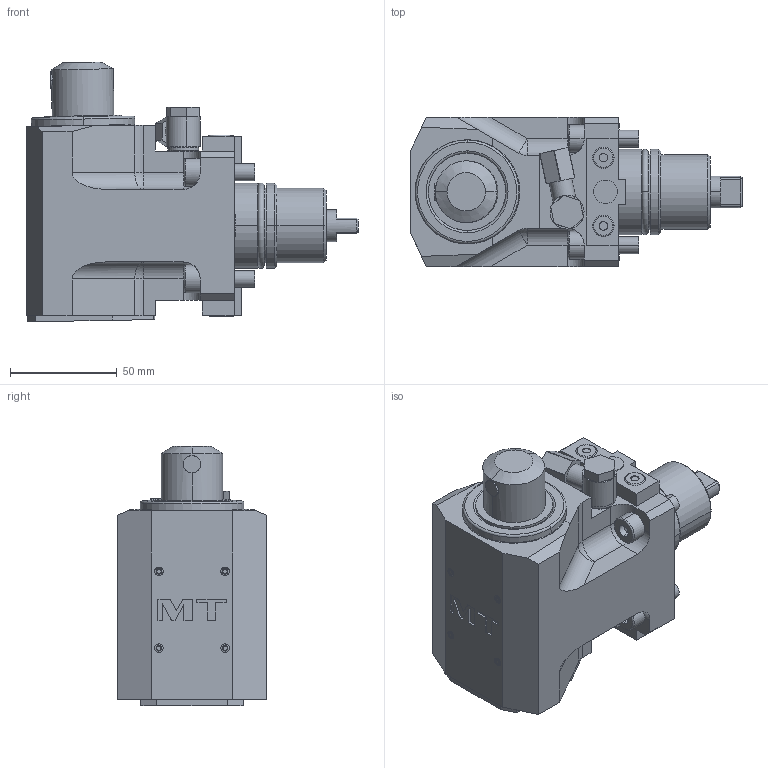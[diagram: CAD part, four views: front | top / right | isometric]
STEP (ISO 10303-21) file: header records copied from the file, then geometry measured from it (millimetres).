
FILE_DESCRIPTION((''),'2;1');
FILE_NAME('BGL1289108_CONF','2023-10-11T14:13:36',('gvalli'),('M.T. srl'),'CREO PARAMETRIC BY PTC INC, 2021072','CREO PARAMETRIC BY PTC INC, 2021072','');
FILE_SCHEMA(('CONFIG_CONTROL_DESIGN'));
Length unit declared in the file: millimetre
Products named in the file (1): BGL1289108_CONF
Bounding box: 155.65 x 70 x 121.72 mm (x, y, z)
Volume: 579828.1 mm3; surface area: 58888.6 mm2
Topology: 1 solids, 1 shells, 348 faces, 833 edges, 524 vertices
Faces by surface type: plane 171, cylinder 110, torus 26, cone 23, sphere 8, bspline 8, extrusion 2
Entity records: 10886 total; most frequent: CARTESIAN_POINT 2619, DIRECTION 1796, ORIENTED_EDGE 1650, EDGE_CURVE 825, AXIS2_PLACEMENT_3D 671, VERTEX_POINT 524, VECTOR 454, LINE 452
